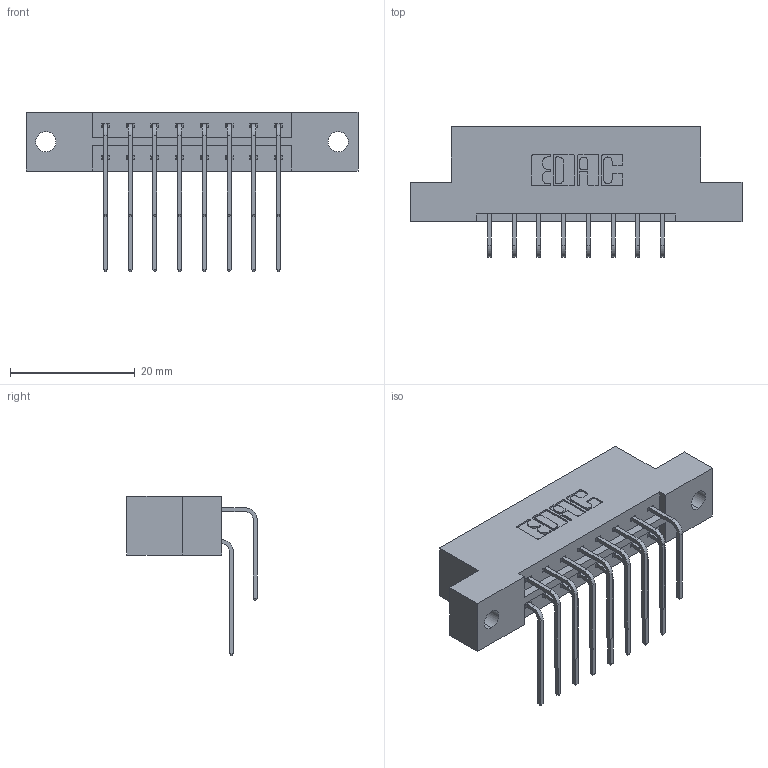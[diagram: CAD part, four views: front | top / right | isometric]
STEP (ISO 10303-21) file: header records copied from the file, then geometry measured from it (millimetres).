
FILE_DESCRIPTION (( 'STEP AP203' ), '1' );
FILE_NAME ('833-016-559-202.STEP', '2020-05-31T19:08:19', ( '' ), ( '' ), 'SwSTEP 2.0', 'SolidWorks 2020', '' );
FILE_SCHEMA (( 'CONFIG_CONTROL_DESIGN' ));
Length unit declared in the file: inch
Products named in the file (4): 345-292-001_559 Tail - 2; 833 Part_Flush - .128 Dia; 833-016-559-202; 345-292-001_558 559 Tail - 1
Assembly tree (17 placements, depth 2):
  833-016-559-202
    833 Part_Flush - .128 Dia
    345-292-001_558 559 Tail - 1  x8
    345-292-001_559 Tail - 2  x8
Bounding box: 53.24 x 20.9 x 25.53 mm (x, y, z)
Volume: 5173 mm3; surface area: 5936.8 mm2
Topology: 17 solids, 17 shells, 978 faces, 2887 edges, 1902 vertices
Faces by surface type: plane 678, cylinder 300
Entity records: 11331 total; most frequent: CARTESIAN_POINT 1969, ORIENTED_EDGE 1854, DIRECTION 1723, EDGE_CURVE 927, VECTOR 759, LINE 759, VERTEX_POINT 614, AXIS2_PLACEMENT_3D 482
